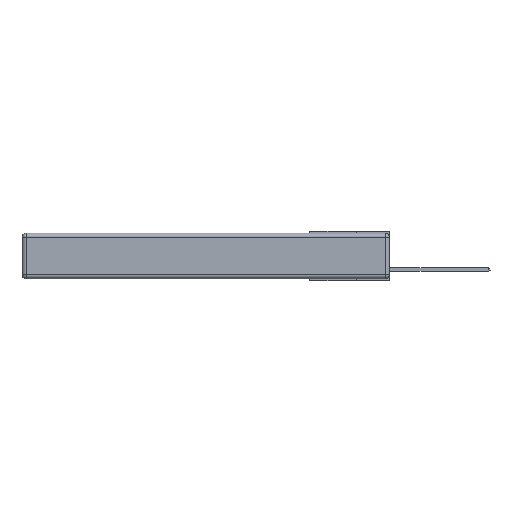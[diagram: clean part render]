
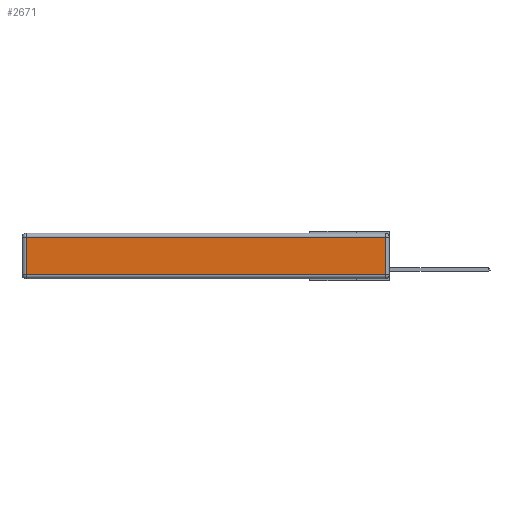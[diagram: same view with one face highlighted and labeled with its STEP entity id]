
A CAD part, left-side view. The second image highlights one B-rep face of the part: STEP entity #2671.
In plain terms, the highlighted planar face has unit normal (-1, 0, 0).
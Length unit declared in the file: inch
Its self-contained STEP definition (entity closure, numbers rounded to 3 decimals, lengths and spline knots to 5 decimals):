
#273 = ORIENTED_EDGE ( 'NONE', *, *, #5074, .T. ) ;
#528 = CARTESIAN_POINT ( 'NONE',  ( 0., 2.72, -0.343 ) ) ;
#1221 = LINE ( 'NONE', #528, #6084 ) ;
#2228 = EDGE_CURVE ( 'NONE', #9340, #4388, #5628, .T. ) ;
#2576 = CARTESIAN_POINT ( 'NONE',  ( 0., 0.03, -0.343 ) ) ;
#2644 = LINE ( 'NONE', #2576, #7506 ) ;
#2671 = ADVANCED_FACE ( 'NONE', ( #7768 ), #3540, .T. ) ;
#3289 = LINE ( 'NONE', #13551, #9202 ) ;
#3540 = PLANE ( 'NONE',  #9060 ) ;
#4225 = VERTEX_POINT ( 'NONE', #13719 ) ;
#4388 = VERTEX_POINT ( 'NONE', #9158 ) ;
#5074 = EDGE_CURVE ( 'NONE', #4388, #8042, #1221, .T. ) ;
#5205 = CARTESIAN_POINT ( 'NONE',  ( 0., 0.03, -0.03 ) ) ;
#5497 = DIRECTION ( 'NONE',  ( 0., -1., 0. ) ) ;
#5628 = LINE ( 'NONE', #8619, #9195 ) ;
#6084 = VECTOR ( 'NONE', #9678, 39.37008 ) ;
#7506 = VECTOR ( 'NONE', #14303, 39.37008 ) ;
#7768 = FACE_OUTER_BOUND ( 'NONE', #11658, .T. ) ;
#8042 = VERTEX_POINT ( 'NONE', #14485 ) ;
#8183 = ORIENTED_EDGE ( 'NONE', *, *, #10793, .T. ) ;
#8619 = CARTESIAN_POINT ( 'NONE',  ( 0., 2.75, -0.03 ) ) ;
#8893 = ORIENTED_EDGE ( 'NONE', *, *, #2228, .T. ) ;
#9060 = AXIS2_PLACEMENT_3D ( 'NONE', #14055, #11607, #10523 ) ;
#9158 = CARTESIAN_POINT ( 'NONE',  ( 0., 2.72, -0.03 ) ) ;
#9195 = VECTOR ( 'NONE', #13141, 39.37008 ) ;
#9202 = VECTOR ( 'NONE', #5497, 39.37008 ) ;
#9340 = VERTEX_POINT ( 'NONE', #5205 ) ;
#9678 = DIRECTION ( 'NONE',  ( 0., 0., -1. ) ) ;
#10523 = DIRECTION ( 'NONE',  ( 0., 0., 1. ) ) ;
#10793 = EDGE_CURVE ( 'NONE', #4225, #9340, #2644, .T. ) ;
#10931 = ORIENTED_EDGE ( 'NONE', *, *, #14380, .T. ) ;
#11607 = DIRECTION ( 'NONE',  ( -1., 0., 0. ) ) ;
#11658 = EDGE_LOOP ( 'NONE', ( #10931, #8183, #8893, #273 ) ) ;
#13141 = DIRECTION ( 'NONE',  ( 0., 1., 0. ) ) ;
#13551 = CARTESIAN_POINT ( 'NONE',  ( 0., 0., -0.313 ) ) ;
#13719 = CARTESIAN_POINT ( 'NONE',  ( 0., 0.03, -0.313 ) ) ;
#14055 = CARTESIAN_POINT ( 'NONE',  ( 0., 0., -0.343 ) ) ;
#14303 = DIRECTION ( 'NONE',  ( 0., 0., 1. ) ) ;
#14380 = EDGE_CURVE ( 'NONE', #8042, #4225, #3289, .T. ) ;
#14485 = CARTESIAN_POINT ( 'NONE',  ( 0., 2.72, -0.313 ) ) ;
